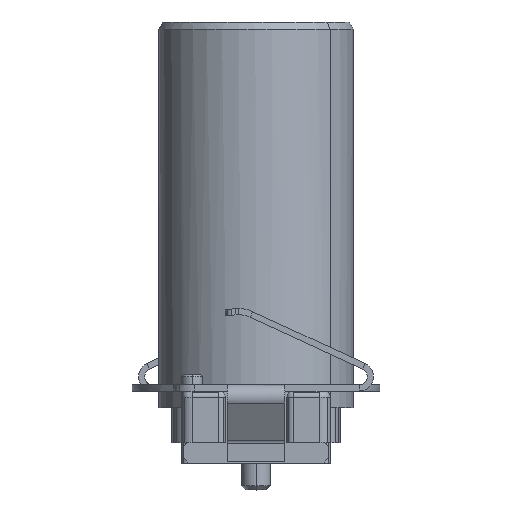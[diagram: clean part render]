
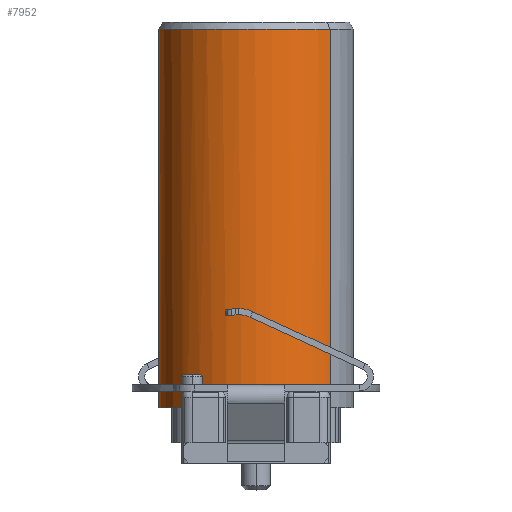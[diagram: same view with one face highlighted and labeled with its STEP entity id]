
A CAD part, left-side view. The second image highlights one B-rep face of the part: STEP entity #7952.
In plain terms, the highlighted cylindrical face has radius 4.725 mm (diameter 9.45 mm), a partial arc.
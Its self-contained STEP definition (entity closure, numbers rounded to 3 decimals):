
#7425=AXIS2_PLACEMENT_3D('Circle Axis2P3D',#7423,#7424,$) ;
#7859=AXIS2_PLACEMENT_3D('Cylinder Axis2P3D',#7856,#7857,#7858) ;
#7870=AXIS2_PLACEMENT_3D('Circle Axis2P3D',#7868,#7869,$) ;
#7901=AXIS2_PLACEMENT_3D('Circle Axis2P3D',#7899,#7900,$) ;
#7908=AXIS2_PLACEMENT_3D('Circle Axis2P3D',#7906,#7907,$) ;
#7396=CARTESIAN_POINT('Vertex',(4.437,2.402,22.354)) ;
#7403=CARTESIAN_POINT('Vertex',(10.557,9.602,22.354)) ;
#7423=CARTESIAN_POINT('Axis2P3D Location',(7.497,6.002,22.354)) ;
#7750=CARTESIAN_POINT('Line Origine',(10.557,9.602,4.8)) ;
#7754=CARTESIAN_POINT('Vertex',(10.557,9.602,4.5)) ;
#7757=CARTESIAN_POINT('Line Origine',(4.437,2.402,4.8)) ;
#7761=CARTESIAN_POINT('Vertex',(4.437,2.402,4.5)) ;
#7856=CARTESIAN_POINT('Axis2P3D Location',(7.497,6.002,4.8)) ;
#7861=CARTESIAN_POINT('Line Origine',(10.557,9.602,4.8)) ;
#7865=CARTESIAN_POINT('Vertex',(10.557,9.602,4.)) ;
#7868=CARTESIAN_POINT('Axis2P3D Location',(7.497,6.002,4.)) ;
#7872=CARTESIAN_POINT('Vertex',(4.437,9.602,4.)) ;
#7875=CARTESIAN_POINT('Line Origine',(4.437,9.602,4.8)) ;
#7879=CARTESIAN_POINT('Vertex',(4.436,9.602,4.5)) ;
#7883=CARTESIAN_POINT('Control Point',(4.436,9.601,4.5)) ;
#7884=CARTESIAN_POINT('Control Point',(4.437,9.602,4.564)) ;
#7885=CARTESIAN_POINT('Control Point',(4.411,9.58,4.63)) ;
#7886=CARTESIAN_POINT('Control Point',(4.377,9.55,4.676)) ;
#7887=CARTESIAN_POINT('Control Point',(4.337,9.514,4.713)) ;
#7888=CARTESIAN_POINT('Vertex',(4.337,9.514,4.712)) ;
#7892=CARTESIAN_POINT('Control Point',(4.337,9.514,4.713)) ;
#7893=CARTESIAN_POINT('Control Point',(4.272,9.456,4.771)) ;
#7894=CARTESIAN_POINT('Control Point',(4.189,9.377,4.801)) ;
#7895=CARTESIAN_POINT('Control Point',(4.115,9.302,4.8)) ;
#7896=CARTESIAN_POINT('Vertex',(4.115,9.302,4.8)) ;
#7899=CARTESIAN_POINT('Axis2P3D Location',(7.497,6.002,4.8)) ;
#7903=CARTESIAN_POINT('Vertex',(2.772,6.002,4.8)) ;
#7906=CARTESIAN_POINT('Axis2P3D Location',(7.497,6.002,4.8)) ;
#7910=CARTESIAN_POINT('Vertex',(4.115,2.702,4.8)) ;
#7914=CARTESIAN_POINT('Control Point',(4.115,2.702,4.8)) ;
#7915=CARTESIAN_POINT('Control Point',(4.171,2.644,4.8)) ;
#7916=CARTESIAN_POINT('Control Point',(4.228,2.588,4.785)) ;
#7917=CARTESIAN_POINT('Control Point',(4.287,2.534,4.756)) ;
#7918=CARTESIAN_POINT('Control Point',(4.336,2.489,4.712)) ;
#7919=CARTESIAN_POINT('Vertex',(4.336,2.489,4.712)) ;
#7923=CARTESIAN_POINT('Control Point',(4.336,2.489,4.712)) ;
#7924=CARTESIAN_POINT('Control Point',(4.337,2.489,4.711)) ;
#7925=CARTESIAN_POINT('Control Point',(4.338,2.488,4.71)) ;
#7926=CARTESIAN_POINT('Control Point',(4.339,2.487,4.71)) ;
#7927=CARTESIAN_POINT('Vertex',(4.344,2.489,4.712)) ;
#7931=CARTESIAN_POINT('Control Point',(4.344,2.483,4.705)) ;
#7932=CARTESIAN_POINT('Control Point',(4.381,2.449,4.67)) ;
#7933=CARTESIAN_POINT('Control Point',(4.416,2.419,4.623)) ;
#7934=CARTESIAN_POINT('Control Point',(4.437,2.402,4.561)) ;
#7935=CARTESIAN_POINT('Control Point',(4.436,2.402,4.5)) ;
#7424=DIRECTION('Axis2P3D Direction',(0.,0.,-1.)) ;
#7751=DIRECTION('Vector Direction',(0.,0.,-1.)) ;
#7758=DIRECTION('Vector Direction',(0.,0.,-1.)) ;
#7857=DIRECTION('Axis2P3D Direction',(0.,0.,-1.)) ;
#7858=DIRECTION('Axis2P3D XDirection',(-0.648,-0.762,0.)) ;
#7862=DIRECTION('Vector Direction',(0.,0.,-1.)) ;
#7869=DIRECTION('Axis2P3D Direction',(0.,0.,-1.)) ;
#7876=DIRECTION('Vector Direction',(0.,0.,-1.)) ;
#7900=DIRECTION('Axis2P3D Direction',(0.,0.,-1.)) ;
#7907=DIRECTION('Axis2P3D Direction',(0.,0.,-1.)) ;
#7752=VECTOR('Line Direction',#7751,1.) ;
#7759=VECTOR('Line Direction',#7758,1.) ;
#7863=VECTOR('Line Direction',#7862,1.) ;
#7877=VECTOR('Line Direction',#7876,1.) ;
#7938=ORIENTED_EDGE('',*,*,#7763,.T.) ;
#7939=ORIENTED_EDGE('',*,*,#7427,.F.) ;
#7940=ORIENTED_EDGE('',*,*,#7756,.T.) ;
#7941=ORIENTED_EDGE('',*,*,#7867,.F.) ;
#7942=ORIENTED_EDGE('',*,*,#7874,.T.) ;
#7943=ORIENTED_EDGE('',*,*,#7881,.F.) ;
#7944=ORIENTED_EDGE('',*,*,#7890,.F.) ;
#7945=ORIENTED_EDGE('',*,*,#7898,.F.) ;
#7946=ORIENTED_EDGE('',*,*,#7905,.F.) ;
#7947=ORIENTED_EDGE('',*,*,#7912,.F.) ;
#7948=ORIENTED_EDGE('',*,*,#7921,.F.) ;
#7949=ORIENTED_EDGE('',*,*,#7929,.F.) ;
#7950=ORIENTED_EDGE('',*,*,#7936,.F.) ;
#7952=ADVANCED_FACE('V1',(#7951),#7860,.T.) ;
#7882=B_SPLINE_CURVE_WITH_KNOTS('',4,(#7883,#7884,#7885,#7886,#7887),.UNSPECIFIED.,.F.,.U.,(5,5),(0.,0.371),.UNSPECIFIED.) ;
#7891=B_SPLINE_CURVE_WITH_KNOTS('',3,(#7892,#7893,#7894,#7895),.UNSPECIFIED.,.F.,.U.,(4,4),(0.371,0.822),.UNSPECIFIED.) ;
#7913=B_SPLINE_CURVE_WITH_KNOTS('',4,(#7914,#7915,#7916,#7917,#7918),.UNSPECIFIED.,.F.,.U.,(5,5),(0.,0.457),.UNSPECIFIED.) ;
#7922=B_SPLINE_CURVE_WITH_KNOTS('',3,(#7923,#7924,#7925,#7926),.UNSPECIFIED.,.F.,.U.,(4,4),(0.457,0.464),.UNSPECIFIED.) ;
#7930=B_SPLINE_CURVE_WITH_KNOTS('',4,(#7931,#7932,#7933,#7934,#7935),.UNSPECIFIED.,.F.,.U.,(5,5),(0.,0.355),.UNSPECIFIED.) ;
#7426=CIRCLE('generated circle',#7425,4.725) ;
#7871=CIRCLE('generated circle',#7870,4.725) ;
#7902=CIRCLE('generated circle',#7901,4.725) ;
#7909=CIRCLE('generated circle',#7908,4.725) ;
#7860=CYLINDRICAL_SURFACE('generated cylinder',#7859,4.725) ;
#7427=EDGE_CURVE('',#7404,#7397,#7426,.F.) ;
#7756=EDGE_CURVE('',#7404,#7755,#7753,.T.) ;
#7763=EDGE_CURVE('',#7762,#7397,#7760,.F.) ;
#7867=EDGE_CURVE('',#7866,#7755,#7864,.F.) ;
#7874=EDGE_CURVE('',#7866,#7873,#7871,.F.) ;
#7881=EDGE_CURVE('',#7880,#7873,#7878,.T.) ;
#7890=EDGE_CURVE('',#7889,#7880,#7882,.F.) ;
#7898=EDGE_CURVE('',#7897,#7889,#7891,.F.) ;
#7905=EDGE_CURVE('',#7904,#7897,#7902,.T.) ;
#7912=EDGE_CURVE('',#7911,#7904,#7909,.T.) ;
#7921=EDGE_CURVE('',#7920,#7911,#7913,.F.) ;
#7929=EDGE_CURVE('',#7928,#7920,#7922,.F.) ;
#7936=EDGE_CURVE('',#7762,#7928,#7930,.F.) ;
#7937=EDGE_LOOP('',(#7938,#7939,#7940,#7941,#7942,#7943,#7944,#7945,#7946,#7947,#7948,#7949,#7950)) ;
#7951=FACE_OUTER_BOUND('',#7937,.T.) ;
#7753=LINE('Line',#7750,#7752) ;
#7760=LINE('Line',#7757,#7759) ;
#7864=LINE('Line',#7861,#7863) ;
#7878=LINE('Line',#7875,#7877) ;
#7397=VERTEX_POINT('',#7396) ;
#7404=VERTEX_POINT('',#7403) ;
#7755=VERTEX_POINT('',#7754) ;
#7762=VERTEX_POINT('',#7761) ;
#7866=VERTEX_POINT('',#7865) ;
#7873=VERTEX_POINT('',#7872) ;
#7880=VERTEX_POINT('',#7879) ;
#7889=VERTEX_POINT('',#7888) ;
#7897=VERTEX_POINT('',#7896) ;
#7904=VERTEX_POINT('',#7903) ;
#7911=VERTEX_POINT('',#7910) ;
#7920=VERTEX_POINT('',#7919) ;
#7928=VERTEX_POINT('',#7927) ;
